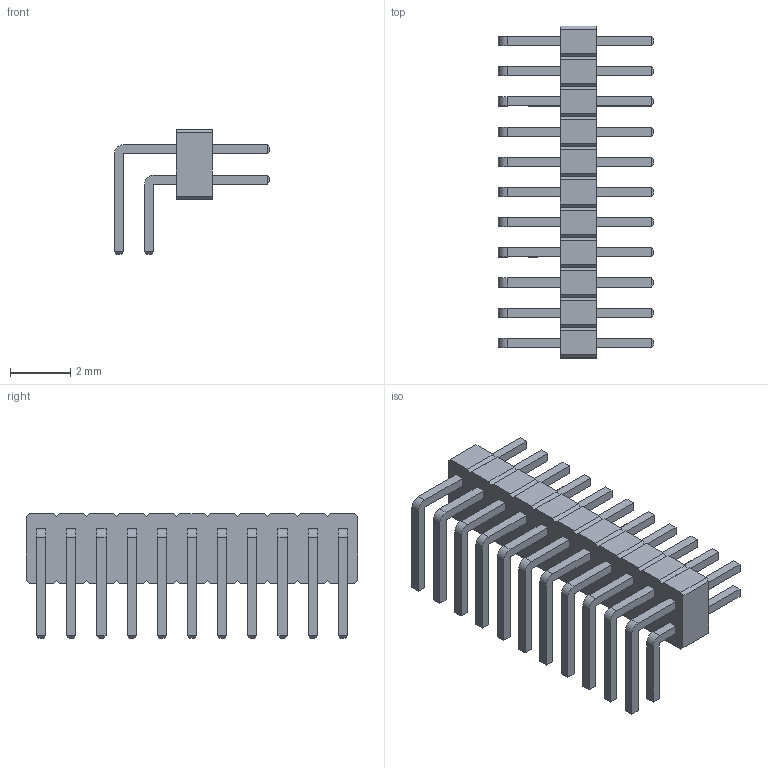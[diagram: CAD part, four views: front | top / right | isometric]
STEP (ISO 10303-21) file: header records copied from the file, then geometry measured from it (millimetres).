
FILE_DESCRIPTION(/* description */ ('model of PinHeader_2x11_P1.00mm_Horizontal'),/* implementation_level */ '2;1');
FILE_NAME(/* name */ 'PinHeader_2x11_P1.00mm_Horizontal.step',/* time_stamp */ '2018-01-24T14:01:14',/* author */ ('kicad StepUp','ksu'),/* organization */ ('FreeCAD'),/* preprocessor_version */ 'OCC',/* originating_system */ 'kicad StepUp',/* authorisation */ '');
FILE_SCHEMA(('AUTOMOTIVE_DESIGN { 1 0 10303 214 1 1 1 1 }'));
Length unit declared in the file: millimetre
Products named in the file (2): PinHeader_2x11_P100mm_Horizontal; Shape0_0121265677767
Bounding box: 5.15 x 11 x 4.12 mm (x, y, z)
Volume: 44.6 mm3; surface area: 280.7 mm2
Topology: 23 solids, 23 shells, 444 faces, 1018 edges, 620 vertices
Faces by surface type: plane 422, cylinder 22
Entity records: 7884 total; most frequent: ORIENTED_EDGE 1506, CARTESIAN_POINT 1295, EDGE_CURVE 1018, LINE 974, VERTEX_POINT 620, AXIS2_PLACEMENT_3D 489, ADVANCED_FACE 444, FACE_BOUND 444
